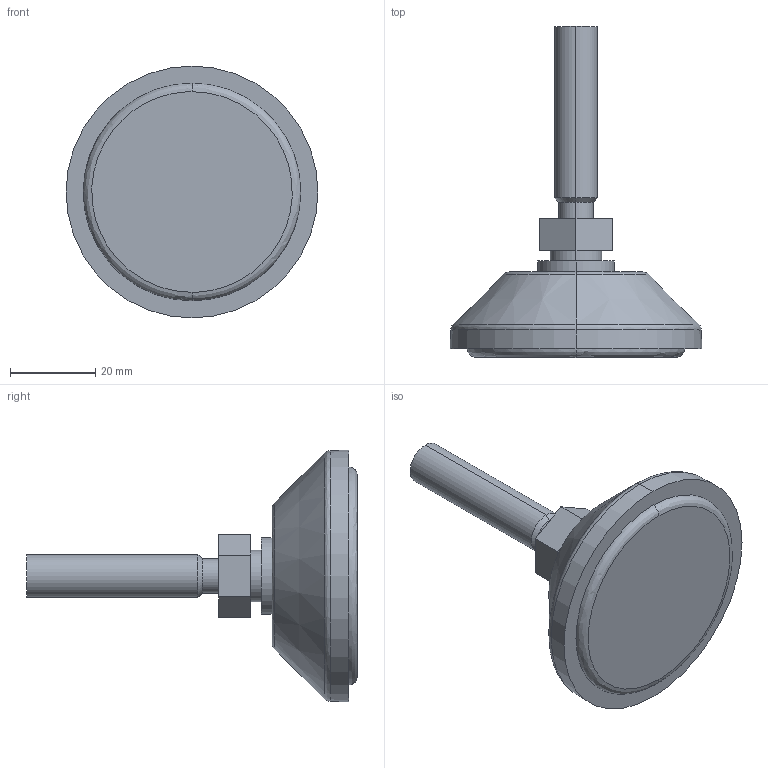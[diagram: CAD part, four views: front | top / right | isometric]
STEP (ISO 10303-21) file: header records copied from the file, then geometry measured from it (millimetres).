
FILE_DESCRIPTION (( 'STEP AP214' ), '1' );
FILE_NAME ('74101451', '2019-02-01T14:32:07', ( '' ), ('JUGARD+KÜNSTNER GmbH'), 'SwSTEP 2.0', 'SolidWorks 2017', '' );
FILE_SCHEMA (( 'AUTOMOTIVE_DESIGN' ));
Length unit declared in the file: millimetre
Products named in the file (1): 74101451_CNAJF00
Bounding box: 59 x 77.5 x 59 mm (x, y, z)
Volume: 45915.4 mm3; surface area: 9746.9 mm2
Topology: 1 solids, 2 shells, 39 faces, 86 edges, 52 vertices
Faces by surface type: plane 14, cylinder 10, bspline 9, cone 6
Entity records: 1548 total; most frequent: CARTESIAN_POINT 503, DIRECTION 176, ORIENTED_EDGE 164, EDGE_CURVE 82, AXIS2_PLACEMENT_3D 71, VERTEX_POINT 52, EDGE_LOOP 46, CIRCLE 40
